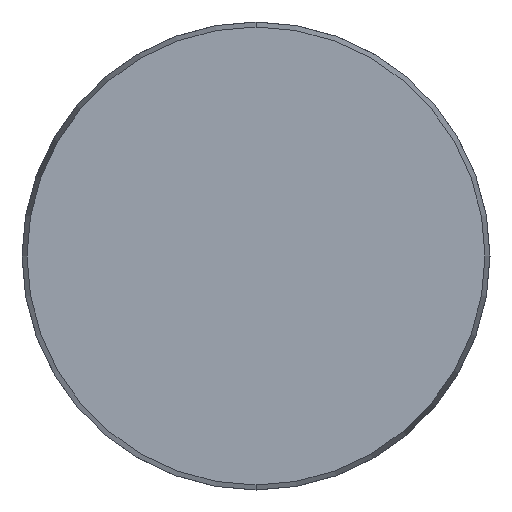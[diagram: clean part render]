
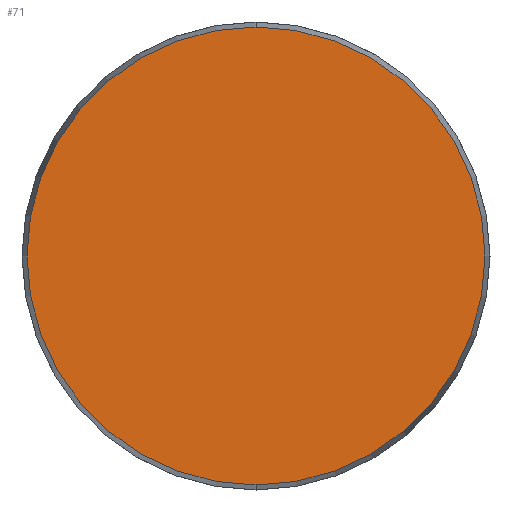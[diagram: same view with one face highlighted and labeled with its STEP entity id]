
A CAD part, front view. The second image highlights one B-rep face of the part: STEP entity #71.
In plain terms, the highlighted planar face has unit normal (0, -1, 0).
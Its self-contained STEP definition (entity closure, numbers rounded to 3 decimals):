
#71 = ADVANCED_FACE ( 'NONE', ( #1001 ), #450, .F. ) ;
#98 = CIRCLE ( 'NONE', #760, 39.143 ) ;
#119 = VERTEX_POINT ( 'NONE', #834 ) ;
#147 = EDGE_LOOP ( 'NONE', ( #1169, #759 ) ) ;
#237 = CARTESIAN_POINT ( 'NONE',  ( 0., 0., 0. ) ) ;
#411 = DIRECTION ( 'NONE',  ( 0., -1., 0. ) ) ;
#450 = PLANE ( 'NONE',  #938 ) ;
#493 = EDGE_CURVE ( 'NONE', #119, #878, #1128, .T. ) ;
#560 = DIRECTION ( 'NONE',  ( 0., 1., 0. ) ) ;
#759 = ORIENTED_EDGE ( 'NONE', *, *, #1006, .T. ) ;
#760 = AXIS2_PLACEMENT_3D ( 'NONE', #237, #411, #786 ) ;
#786 = DIRECTION ( 'NONE',  ( 0., 0., -1. ) ) ;
#822 = AXIS2_PLACEMENT_3D ( 'NONE', #924, #1080, #823 ) ;
#823 = DIRECTION ( 'NONE',  ( 0., 0., -1. ) ) ;
#834 = CARTESIAN_POINT ( 'NONE',  ( 0., 0., 39.143 ) ) ;
#878 = VERTEX_POINT ( 'NONE', #903 ) ;
#886 = CARTESIAN_POINT ( 'NONE',  ( -39.143, 0., 0. ) ) ;
#903 = CARTESIAN_POINT ( 'NONE',  ( 0., 0., -39.143 ) ) ;
#924 = CARTESIAN_POINT ( 'NONE',  ( 0., 0., 0. ) ) ;
#938 = AXIS2_PLACEMENT_3D ( 'NONE', #886, #560, #1182 ) ;
#1001 = FACE_OUTER_BOUND ( 'NONE', #147, .T. ) ;
#1006 = EDGE_CURVE ( 'NONE', #878, #119, #98, .T. ) ;
#1080 = DIRECTION ( 'NONE',  ( 0., -1., 0. ) ) ;
#1128 = CIRCLE ( 'NONE', #822, 39.143 ) ;
#1169 = ORIENTED_EDGE ( 'NONE', *, *, #493, .T. ) ;
#1182 = DIRECTION ( 'NONE',  ( 0., 0., 1. ) ) ;
